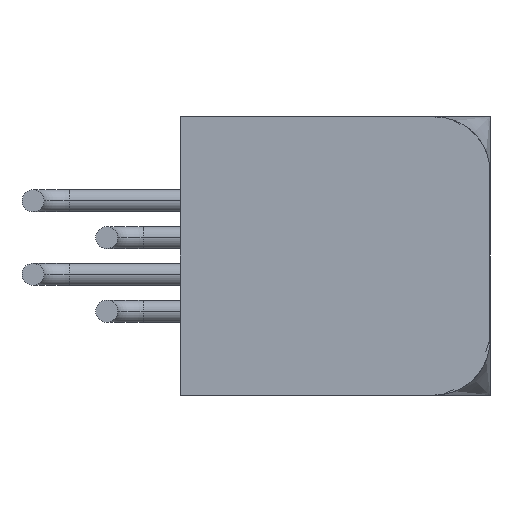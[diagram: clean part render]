
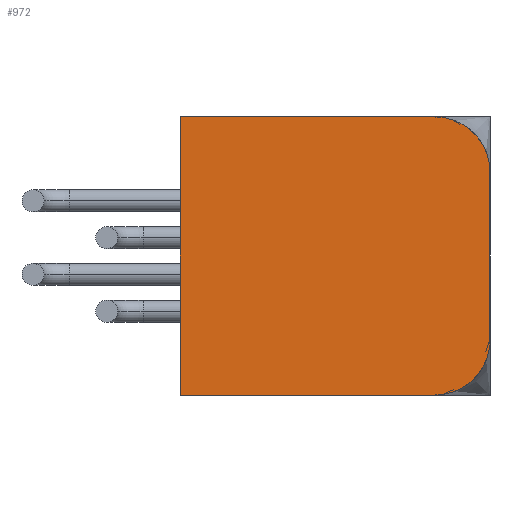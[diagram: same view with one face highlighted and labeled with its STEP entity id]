
A CAD part, left-side view. The second image highlights one B-rep face of the part: STEP entity #972.
In plain terms, the highlighted planar face has unit normal (-1, 0, 0).
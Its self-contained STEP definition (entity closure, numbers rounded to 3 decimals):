
#36 = DIRECTION ( 'NONE',  ( 0., 0., -1. ) ) ;
#59 = EDGE_CURVE ( 'NONE', #745, #2159, #2450, .T. ) ;
#231 = CARTESIAN_POINT ( 'NONE',  ( 0., -3.6, -3.775 ) ) ;
#305 = CARTESIAN_POINT ( 'NONE',  ( 0., 3.3, 3.775 ) ) ;
#396 =( BOUNDED_CURVE ( )  B_SPLINE_CURVE ( 2, ( #3315, #3356, #3664 ),
 .UNSPECIFIED., .F., .F. ) 
 B_SPLINE_CURVE_WITH_KNOTS ( ( 3, 3 ),
 ( 0., 0.002 ),
 .UNSPECIFIED. ) 
 CURVE ( )  GEOMETRIC_REPRESENTATION_ITEM ( )  RATIONAL_B_SPLINE_CURVE ( ( 1., 0.707, 1. ) ) 
 REPRESENTATION_ITEM ( '' )  );
#481 = ORIENTED_EDGE ( 'NONE', *, *, #2190, .T. ) ;
#529 = EDGE_CURVE ( 'NONE', #1498, #1510, #1666, .T. ) ;
#633 = VECTOR ( 'NONE', #36, 1000. ) ;
#671 = CARTESIAN_POINT ( 'NONE',  ( 0., -5.1, 2.275 ) ) ;
#673 = CARTESIAN_POINT ( 'NONE',  ( 0., -5.1, -3.775 ) ) ;
#686 = ORIENTED_EDGE ( 'NONE', *, *, #59, .T. ) ;
#745 = VERTEX_POINT ( 'NONE', #671 ) ;
#847 = CARTESIAN_POINT ( 'NONE',  ( 0., -5.1, 3.775 ) ) ;
#972 = ADVANCED_FACE ( 'NONE', ( #1127 ), #1927, .T. ) ;
#1032 = CARTESIAN_POINT ( 'NONE',  ( 0., -3.6, 3.775 ) ) ;
#1117 = VECTOR ( 'NONE', #2104, 1000. ) ;
#1127 = FACE_OUTER_BOUND ( 'NONE', #1808, .T. ) ;
#1348 = CARTESIAN_POINT ( 'NONE',  ( 0., 3.3, 3.775 ) ) ;
#1498 = VERTEX_POINT ( 'NONE', #1959 ) ;
#1510 = VERTEX_POINT ( 'NONE', #2228 ) ;
#1666 = LINE ( 'NONE', #305, #633 ) ;
#1732 = LINE ( 'NONE', #2697, #1117 ) ;
#1740 = EDGE_CURVE ( 'NONE', #2164, #745, #1732, .T. ) ;
#1808 = EDGE_LOOP ( 'NONE', ( #2657, #1917, #481, #2948, #686, #3334 ) ) ;
#1881 = CARTESIAN_POINT ( 'NONE',  ( 0., -5.1, -2.275 ) ) ;
#1915 = EDGE_CURVE ( 'NONE', #2159, #1498, #3624, .T. ) ;
#1917 = ORIENTED_EDGE ( 'NONE', *, *, #3080, .T. ) ;
#1927 = PLANE ( 'NONE',  #3014 ) ;
#1959 = CARTESIAN_POINT ( 'NONE',  ( 0., 3.3, 3.775 ) ) ;
#2014 = CARTESIAN_POINT ( 'NONE',  ( 0., -3.6, 3.775 ) ) ;
#2028 = VERTEX_POINT ( 'NONE', #231 ) ;
#2104 = DIRECTION ( 'NONE',  ( 0., 0., 1. ) ) ;
#2115 = VECTOR ( 'NONE', #3535, 1000. ) ;
#2159 = VERTEX_POINT ( 'NONE', #1032 ) ;
#2164 = VERTEX_POINT ( 'NONE', #1881 ) ;
#2190 = EDGE_CURVE ( 'NONE', #2028, #2164, #396, .T. ) ;
#2199 = LINE ( 'NONE', #673, #2115 ) ;
#2228 = CARTESIAN_POINT ( 'NONE',  ( 0., 3.3, -3.775 ) ) ;
#2450 =( BOUNDED_CURVE ( )  B_SPLINE_CURVE ( 2, ( #3158, #847, #2014 ),
 .UNSPECIFIED., .F., .F. ) 
 B_SPLINE_CURVE_WITH_KNOTS ( ( 3, 3 ),
 ( 0., 0.002 ),
 .UNSPECIFIED. ) 
 CURVE ( )  GEOMETRIC_REPRESENTATION_ITEM ( )  RATIONAL_B_SPLINE_CURVE ( ( 1., 0.707, 1. ) ) 
 REPRESENTATION_ITEM ( '' )  );
#2657 = ORIENTED_EDGE ( 'NONE', *, *, #529, .T. ) ;
#2697 = CARTESIAN_POINT ( 'NONE',  ( 0., -5.1, 3.775 ) ) ;
#2814 = VECTOR ( 'NONE', #3042, 1000. ) ;
#2815 = DIRECTION ( 'NONE',  ( 0., 0., 1. ) ) ;
#2861 = DIRECTION ( 'NONE',  ( -1., 0., 0. ) ) ;
#2948 = ORIENTED_EDGE ( 'NONE', *, *, #1740, .T. ) ;
#3014 = AXIS2_PLACEMENT_3D ( 'NONE', #1348, #2861, #2815 ) ;
#3042 = DIRECTION ( 'NONE',  ( 0., 1., 0. ) ) ;
#3068 = CARTESIAN_POINT ( 'NONE',  ( 0., -5.1, 3.775 ) ) ;
#3080 = EDGE_CURVE ( 'NONE', #1510, #2028, #2199, .T. ) ;
#3158 = CARTESIAN_POINT ( 'NONE',  ( 0., -5.1, 2.275 ) ) ;
#3315 = CARTESIAN_POINT ( 'NONE',  ( 0., -3.6, -3.775 ) ) ;
#3334 = ORIENTED_EDGE ( 'NONE', *, *, #1915, .T. ) ;
#3356 = CARTESIAN_POINT ( 'NONE',  ( 0., -5.1, -3.775 ) ) ;
#3535 = DIRECTION ( 'NONE',  ( 0., -1., 0. ) ) ;
#3624 = LINE ( 'NONE', #3068, #2814 ) ;
#3664 = CARTESIAN_POINT ( 'NONE',  ( 0., -5.1, -2.275 ) ) ;
